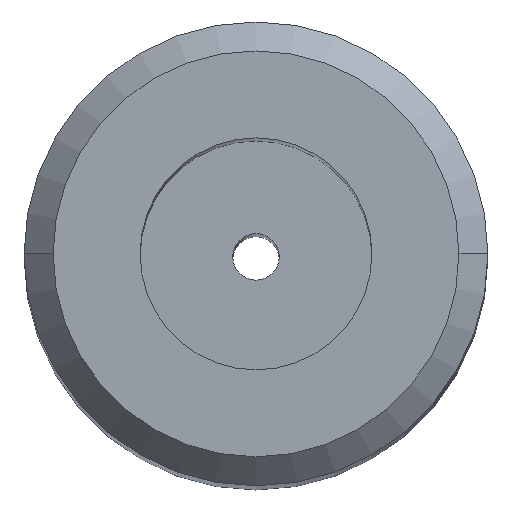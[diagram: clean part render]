
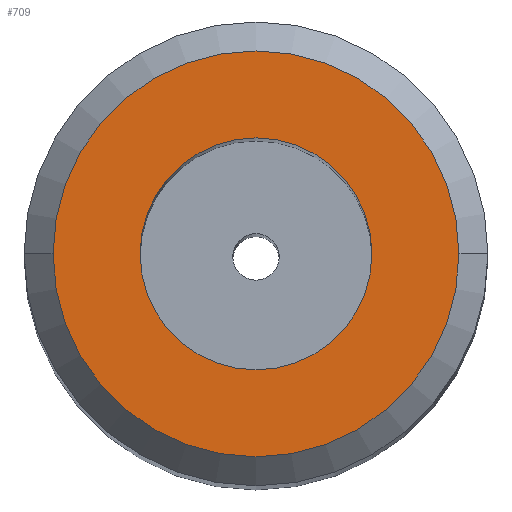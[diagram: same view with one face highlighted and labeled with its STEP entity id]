
A CAD part, top view. The second image highlights one B-rep face of the part: STEP entity #709.
In plain terms, the highlighted planar face has unit normal (0, 0, 1).
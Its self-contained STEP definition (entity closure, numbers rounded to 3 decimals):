
#14 = EDGE_CURVE ( 'NONE', #592, #123, #1003, .T. ) ;
#105 = DIRECTION ( 'NONE',  ( 0., 0., -1. ) ) ;
#123 = VERTEX_POINT ( 'NONE', #153 ) ;
#147 = DIRECTION ( 'NONE',  ( -1., 0., 0. ) ) ;
#150 = EDGE_LOOP ( 'NONE', ( #765, #929 ) ) ;
#153 = CARTESIAN_POINT ( 'NONE',  ( -3.5, 0., 60. ) ) ;
#250 = CIRCLE ( 'NONE', #447, 2. ) ;
#297 = DIRECTION ( 'NONE',  ( 1., 0., 0. ) ) ;
#309 = DIRECTION ( 'NONE',  ( 0., 0., 1. ) ) ;
#310 = DIRECTION ( 'NONE',  ( -1., 0., 0. ) ) ;
#312 = CARTESIAN_POINT ( 'NONE',  ( 0., 0., 60. ) ) ;
#313 = PLANE ( 'NONE',  #462 ) ;
#315 = CARTESIAN_POINT ( 'NONE',  ( 0., 0., 60. ) ) ;
#318 = CARTESIAN_POINT ( 'NONE',  ( 0., 3.5, 60. ) ) ;
#375 = EDGE_CURVE ( 'NONE', #123, #592, #634, .T. ) ;
#393 = EDGE_LOOP ( 'NONE', ( #430, #990 ) ) ;
#404 = DIRECTION ( 'NONE',  ( 0., 0., -1. ) ) ;
#405 = DIRECTION ( 'NONE',  ( 0., 0., -1. ) ) ;
#430 = ORIENTED_EDGE ( 'NONE', *, *, #375, .F. ) ;
#447 = AXIS2_PLACEMENT_3D ( 'NONE', #312, #644, #147 ) ;
#458 = DIRECTION ( 'NONE',  ( -1., 0., 0. ) ) ;
#462 = AXIS2_PLACEMENT_3D ( 'NONE', #318, #309, #297 ) ;
#482 = CIRCLE ( 'NONE', #776, 2. ) ;
#569 = CARTESIAN_POINT ( 'NONE',  ( 0., 0., 60. ) ) ;
#592 = VERTEX_POINT ( 'NONE', #889 ) ;
#594 = CARTESIAN_POINT ( 'NONE',  ( 0., 0., 60. ) ) ;
#603 = EDGE_CURVE ( 'NONE', #676, #747, #250, .T. ) ;
#634 = CIRCLE ( 'NONE', #794, 3.5 ) ;
#644 = DIRECTION ( 'NONE',  ( 0., 0., -1. ) ) ;
#663 = EDGE_CURVE ( 'NONE', #747, #676, #482, .T. ) ;
#667 = AXIS2_PLACEMENT_3D ( 'NONE', #315, #405, #310 ) ;
#676 = VERTEX_POINT ( 'NONE', #972 ) ;
#709 = ADVANCED_FACE ( 'NONE', ( #716, #1061 ), #313, .T. ) ;
#716 = FACE_BOUND ( 'NONE', #150, .T. ) ;
#747 = VERTEX_POINT ( 'NONE', #843 ) ;
#765 = ORIENTED_EDGE ( 'NONE', *, *, #603, .T. ) ;
#776 = AXIS2_PLACEMENT_3D ( 'NONE', #569, #404, #823 ) ;
#794 = AXIS2_PLACEMENT_3D ( 'NONE', #594, #105, #458 ) ;
#823 = DIRECTION ( 'NONE',  ( -1., 0., 0. ) ) ;
#843 = CARTESIAN_POINT ( 'NONE',  ( 2., 0., 60. ) ) ;
#889 = CARTESIAN_POINT ( 'NONE',  ( 3.5, 0., 60. ) ) ;
#929 = ORIENTED_EDGE ( 'NONE', *, *, #663, .T. ) ;
#972 = CARTESIAN_POINT ( 'NONE',  ( -2., 0., 60. ) ) ;
#990 = ORIENTED_EDGE ( 'NONE', *, *, #14, .F. ) ;
#1003 = CIRCLE ( 'NONE', #667, 3.5 ) ;
#1061 = FACE_OUTER_BOUND ( 'NONE', #393, .T. ) ;
